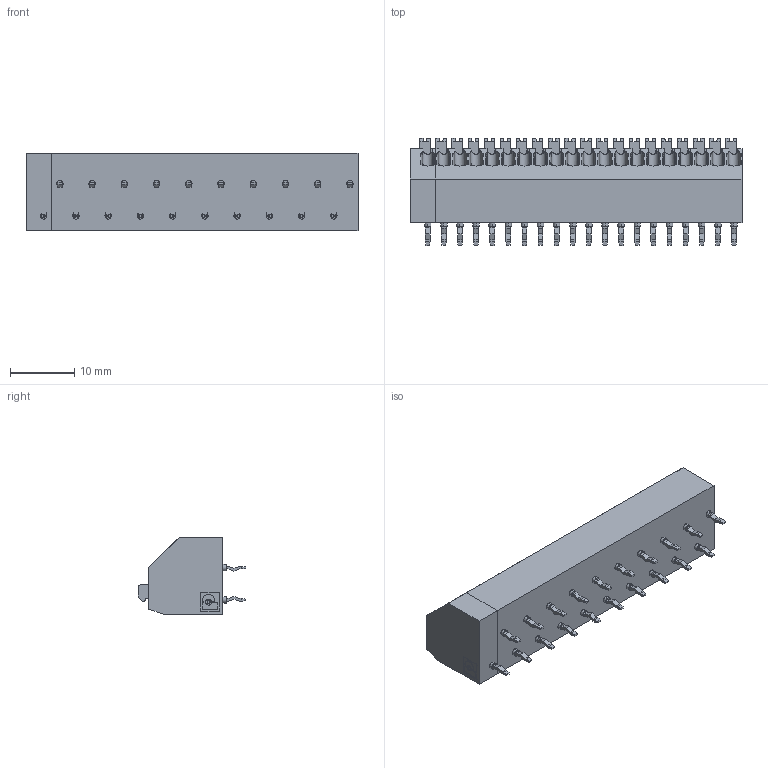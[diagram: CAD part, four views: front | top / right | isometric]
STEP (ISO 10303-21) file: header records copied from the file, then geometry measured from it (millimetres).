
FILE_DESCRIPTION (( 'STEP AP214' ), '1' );
FILE_NAME ('1990180.STEP', '2023-08-24T16:27:19', ( '' ), ( '' ), 'SwSTEP 2.0', 'SolidWorks 2021', '' );
FILE_SCHEMA (( 'AUTOMOTIVE_DESIGN' ));
Length unit declared in the file: millimetre
Products named in the file (3): 1990232; 1990232_1; 1990180
Assembly tree (2 placements, depth 2):
  1990180
    1990232
    1990232_1
Bounding box: 51.5 x 16.6 x 12 mm (x, y, z)
Volume: 6003.4 mm3; surface area: 4237.2 mm2
Topology: 22 solids, 22 shells, 1409 faces, 3633 edges, 2302 vertices
Faces by surface type: plane 1107, cylinder 262, cone 40
Entity records: 46147 total; most frequent: CARTESIAN_POINT 12119, ORIENTED_EDGE 7266, DIRECTION 6445, EDGE_CURVE 3633, VECTOR 2829, LINE 2829, VERTEX_POINT 2302, AXIS2_PLACEMENT_3D 1808
